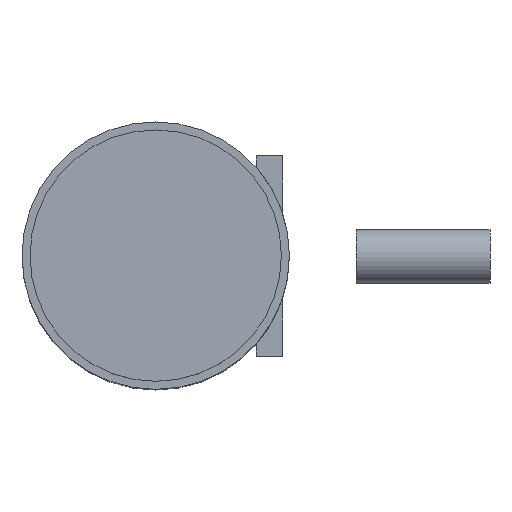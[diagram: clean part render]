
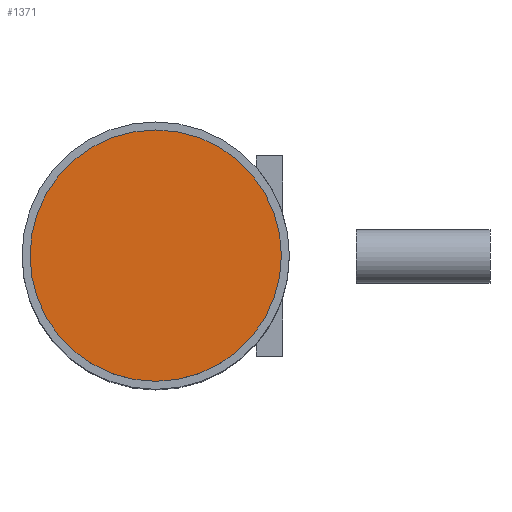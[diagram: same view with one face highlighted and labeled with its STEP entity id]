
A CAD part, top view. The second image highlights one B-rep face of the part: STEP entity #1371.
In plain terms, the highlighted planar face has unit normal (0, 0, 1).
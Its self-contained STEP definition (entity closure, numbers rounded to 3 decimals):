
#1287 = VERTEX_POINT('',#1288);
#1288 = CARTESIAN_POINT('',(47.,0.,160.));
#1295 = CYLINDRICAL_SURFACE('',#1296,47.);
#1296 = AXIS2_PLACEMENT_3D('',#1297,#1298,#1299);
#1297 = CARTESIAN_POINT('',(0.,0.,150.));
#1298 = DIRECTION('',(-0.,-0.,-1.));
#1299 = DIRECTION('',(1.,0.,0.));
#1314 = EDGE_CURVE('',#1287,#1287,#1315,.T.);
#1315 = SURFACE_CURVE('',#1316,(#1321,#1328),.PCURVE_S1.);
#1316 = CIRCLE('',#1317,47.);
#1317 = AXIS2_PLACEMENT_3D('',#1318,#1319,#1320);
#1318 = CARTESIAN_POINT('',(0.,0.,160.));
#1319 = DIRECTION('',(0.,0.,1.));
#1320 = DIRECTION('',(1.,0.,0.));
#1321 = PCURVE('',#1295,#1322);
#1322 = DEFINITIONAL_REPRESENTATION('',(#1323),#1327);
#1323 = LINE('',#1324,#1325);
#1324 = CARTESIAN_POINT('',(-0.,-10.));
#1325 = VECTOR('',#1326,1.);
#1326 = DIRECTION('',(-1.,0.));
#1327 = ( GEOMETRIC_REPRESENTATION_CONTEXT(2) 
PARAMETRIC_REPRESENTATION_CONTEXT() REPRESENTATION_CONTEXT('2D SPACE',''
  ) );
#1328 = PCURVE('',#1329,#1334);
#1329 = PLANE('',#1330);
#1330 = AXIS2_PLACEMENT_3D('',#1331,#1332,#1333);
#1331 = CARTESIAN_POINT('',(0.,0.,160.)
  );
#1332 = DIRECTION('',(0.,0.,1.));
#1333 = DIRECTION('',(1.,0.,-0.));
#1334 = DEFINITIONAL_REPRESENTATION('',(#1335),#1339);
#1335 = CIRCLE('',#1336,47.);
#1336 = AXIS2_PLACEMENT_2D('',#1337,#1338);
#1337 = CARTESIAN_POINT('',(0.,0.));
#1338 = DIRECTION('',(1.,0.));
#1339 = ( GEOMETRIC_REPRESENTATION_CONTEXT(2) 
PARAMETRIC_REPRESENTATION_CONTEXT() REPRESENTATION_CONTEXT('2D SPACE',''
  ) );
#1371 = ADVANCED_FACE('',(#1372),#1329,.T.);
#1372 = FACE_BOUND('',#1373,.T.);
#1373 = EDGE_LOOP('',(#1374));
#1374 = ORIENTED_EDGE('',*,*,#1314,.T.);
